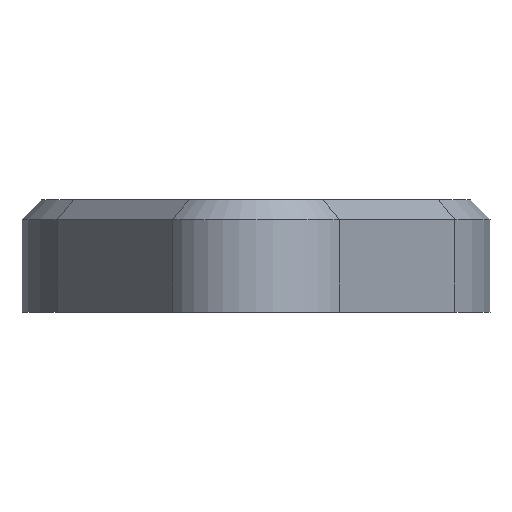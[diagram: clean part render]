
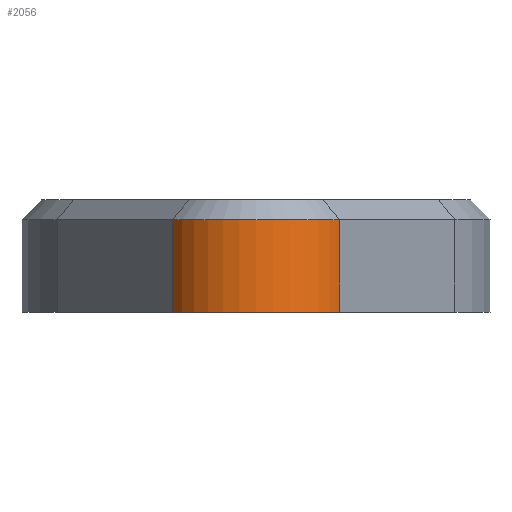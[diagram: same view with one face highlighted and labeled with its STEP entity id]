
A CAD part, left-side view. The second image highlights one B-rep face of the part: STEP entity #2056.
In plain terms, the highlighted cylindrical face has radius 5 mm (diameter 10 mm), a partial arc.
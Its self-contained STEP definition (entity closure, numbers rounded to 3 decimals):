
#181=FACE_OUTER_BOUND('',#296,.T.);
#296=EDGE_LOOP('',(#1899,#1900,#1901,#1902));
#485=LINE('',#3521,#674);
#486=LINE('',#3523,#675);
#674=VECTOR('',#2911,10.);
#675=VECTOR('',#2914,10.);
#716=CIRCLE('',#2150,5.);
#783=CIRCLE('',#2254,5.);
#895=VERTEX_POINT('',#3186);
#896=VERTEX_POINT('',#3188);
#982=VERTEX_POINT('',#3452);
#983=VERTEX_POINT('',#3456);
#1120=EDGE_CURVE('',#896,#895,#716,.T.);
#1265=EDGE_CURVE('',#982,#983,#783,.T.);
#1295=EDGE_CURVE('',#895,#983,#485,.T.);
#1296=EDGE_CURVE('',#896,#982,#486,.T.);
#1899=ORIENTED_EDGE('',*,*,#1265,.F.);
#1900=ORIENTED_EDGE('',*,*,#1296,.F.);
#1901=ORIENTED_EDGE('',*,*,#1120,.T.);
#1902=ORIENTED_EDGE('',*,*,#1295,.T.);
#1955=CYLINDRICAL_SURFACE('',#2288,5.);
#2056=ADVANCED_FACE('',(#181),#1955,.T.);
#2150=AXIS2_PLACEMENT_3D('',#3189,#2536,#2537);
#2254=AXIS2_PLACEMENT_3D('',#3458,#2822,#2823);
#2288=AXIS2_PLACEMENT_3D('',#3522,#2912,#2913);
#2536=DIRECTION('center_axis',(0.,0.,1.));
#2537=DIRECTION('ref_axis',(0.,1.,0.));
#2822=DIRECTION('center_axis',(0.,0.,1.));
#2823=DIRECTION('ref_axis',(0.,1.,0.));
#2911=DIRECTION('',(0.,0.,1.));
#2912=DIRECTION('center_axis',(0.,0.,1.));
#2913=DIRECTION('ref_axis',(0.,1.,0.));
#2914=DIRECTION('',(0.,0.,1.));
#3186=CARTESIAN_POINT('',(-15.654,-4.238,0.));
#3188=CARTESIAN_POINT('',(-15.654,4.238,0.));
#3189=CARTESIAN_POINT('Origin',(-13.,0.,0.));
#3452=CARTESIAN_POINT('',(-15.654,4.238,4.7));
#3456=CARTESIAN_POINT('',(-15.654,-4.238,4.7));
#3458=CARTESIAN_POINT('Origin',(-13.,0.,4.7));
#3521=CARTESIAN_POINT('',(-15.654,-4.238,0.));
#3522=CARTESIAN_POINT('Origin',(-13.,0.,0.));
#3523=CARTESIAN_POINT('',(-15.654,4.238,0.));
